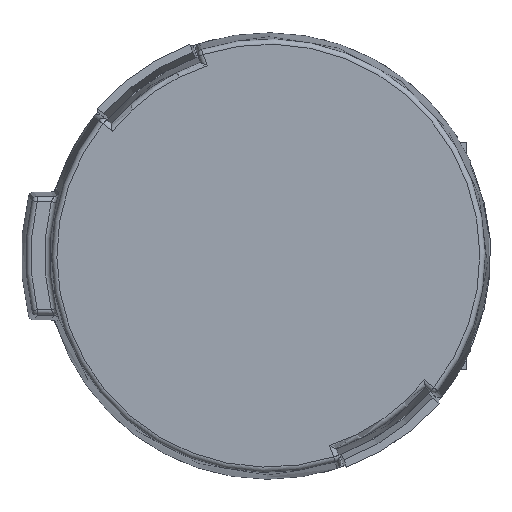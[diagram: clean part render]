
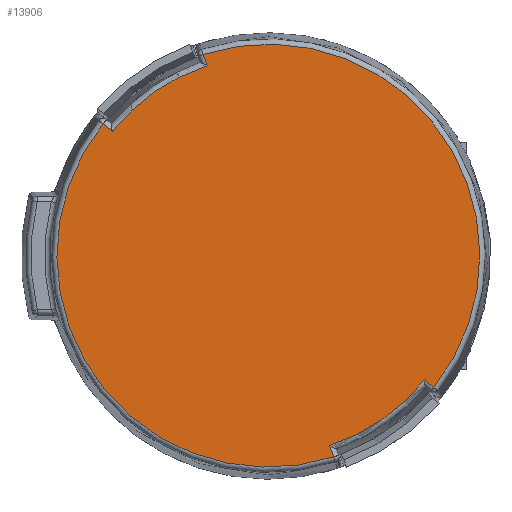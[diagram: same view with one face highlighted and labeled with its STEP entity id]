
A CAD part, top view. The second image highlights one B-rep face of the part: STEP entity #13906.
In plain terms, the highlighted planar face has unit normal (0, 0, 1).
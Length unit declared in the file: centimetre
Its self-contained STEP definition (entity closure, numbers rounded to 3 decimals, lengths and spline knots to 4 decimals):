
#5122=VECTOR('',#16249,1.);
#5123=VECTOR('',#16252,1.);
#5125=VECTOR('',#16261,1.);
#5128=VECTOR('',#16266,1.);
#5853=LINE('',#26150,#5122);
#5854=LINE('',#26152,#5123);
#5856=LINE('',#26431,#5125);
#5859=LINE('',#26537,#5128);
#6573=PLANE('',#14670);
#7360=VERTEX_POINT('',#25339);
#7364=VERTEX_POINT('',#25599);
#7369=VERTEX_POINT('',#25863);
#7372=VERTEX_POINT('',#25870);
#7375=VERTEX_POINT('',#26149);
#7376=VERTEX_POINT('',#26153);
#7379=VERTEX_POINT('',#26432);
#7384=VERTEX_POINT('',#26536);
#7947=CIRCLE('',#14639,1.3263);
#7954=CIRCLE('',#14649,1.3263);
#7956=CIRCLE('',#14654,1.2513);
#7958=CIRCLE('',#14659,1.2513);
#8951=EDGE_CURVE('',#7364,#7360,#7947,.T.);
#8962=EDGE_CURVE('',#7369,#7372,#7954,.T.);
#8966=EDGE_CURVE('',#7375,#7364,#5853,.T.);
#8967=EDGE_CURVE('',#7372,#7376,#5854,.T.);
#8972=EDGE_CURVE('',#7376,#7375,#7956,.T.);
#8974=EDGE_CURVE('',#7360,#7379,#5856,.T.);
#8981=EDGE_CURVE('',#7384,#7369,#5859,.T.);
#8983=EDGE_CURVE('',#7379,#7384,#7958,.T.);
#11390=ORIENTED_EDGE('',*,*,#8962,.F.);
#11391=ORIENTED_EDGE('',*,*,#8981,.F.);
#11392=ORIENTED_EDGE('',*,*,#8983,.F.);
#11393=ORIENTED_EDGE('',*,*,#8974,.F.);
#11394=ORIENTED_EDGE('',*,*,#8951,.F.);
#11395=ORIENTED_EDGE('',*,*,#8966,.F.);
#11396=ORIENTED_EDGE('',*,*,#8972,.F.);
#11397=ORIENTED_EDGE('',*,*,#8967,.F.);
#12750=EDGE_LOOP('',(#11390,#11391,#11392,#11393,#11394,#11395,#11396,#11397));
#13344=FACE_BOUND('',#12750,.T.);
#13906=ADVANCED_FACE('',(#13344),#6573,.T.);
#14639=AXIS2_PLACEMENT_3D('',#25606,#16225,#16226);
#14649=AXIS2_PLACEMENT_3D('',#26096,#16244,#16245);
#14654=AXIS2_PLACEMENT_3D('',#26207,#16257,#16258);
#14659=AXIS2_PLACEMENT_3D('',#26540,#16270,#16271);
#14670=AXIS2_PLACEMENT_3D('',#26586,#16296,$);
#16225=DIRECTION('',(0.,0.,-1.));
#16226=DIRECTION('',(1.091,0.755,0.));
#16244=DIRECTION('',(0.,0.,-1.));
#16245=DIRECTION('',(-1.091,-0.755,0.));
#16249=DIRECTION('',(-0.332,0.943,0.));
#16252=DIRECTION('',(0.766,-0.643,0.));
#16257=DIRECTION('',(0.,0.,-1.));
#16258=DIRECTION('',(-0.712,1.029,0.));
#16261=DIRECTION('',(-0.766,0.643,0.));
#16266=DIRECTION('',(0.332,-0.943,0.));
#16270=DIRECTION('',(0.,0.,-1.));
#16271=DIRECTION('',(0.712,-1.029,0.));
#16296=DIRECTION('',(0.,0.,1.));
#25339=CARTESIAN_POINT('',(1.0369,-0.827,3.664));
#25599=CARTESIAN_POINT('',(-0.4085,1.2618,3.664));
#25606=CARTESIAN_POINT('',(0.,0.,3.664));
#25863=CARTESIAN_POINT('',(0.4085,-1.2618,3.664));
#25870=CARTESIAN_POINT('',(-1.0369,0.827,3.664));
#26096=CARTESIAN_POINT('',(0.,0.,3.664));
#26149=CARTESIAN_POINT('',(-0.3837,1.191,3.664));
#26150=CARTESIAN_POINT('',(-0.1948,0.6536,3.664));
#26152=CARTESIAN_POINT('',(-0.5431,0.4126,3.664));
#26153=CARTESIAN_POINT('',(-0.9794,0.7787,3.664));
#26207=CARTESIAN_POINT('',(0.,0.,3.664));
#26431=CARTESIAN_POINT('',(0.5431,-0.4126,3.664));
#26432=CARTESIAN_POINT('',(0.9794,-0.7787,3.664));
#26536=CARTESIAN_POINT('',(0.3837,-1.191,3.664));
#26537=CARTESIAN_POINT('',(0.1948,-0.6536,3.664));
#26540=CARTESIAN_POINT('',(0.,0.,3.664));
#26586=CARTESIAN_POINT('',(0.,0.,3.664));
